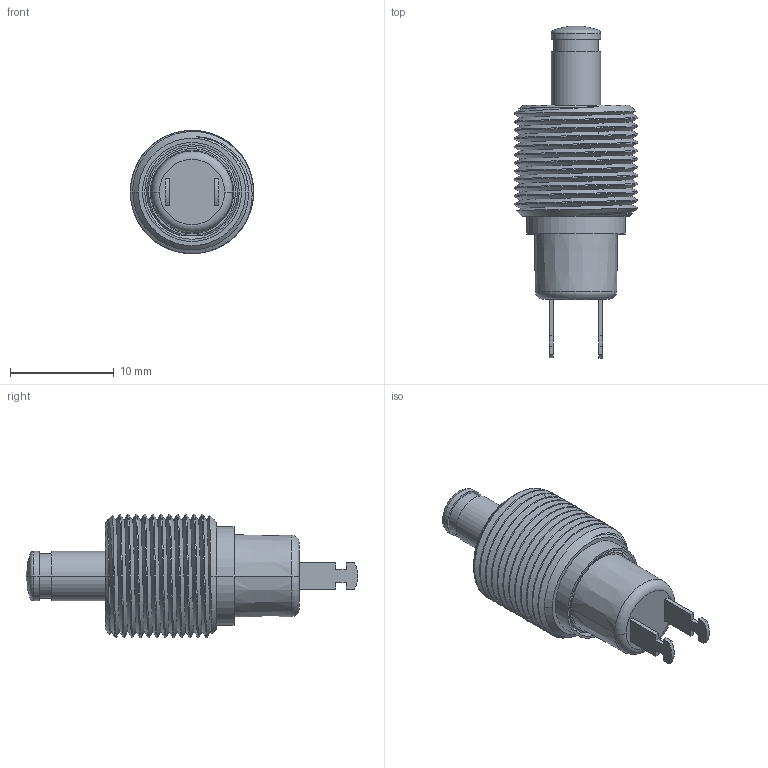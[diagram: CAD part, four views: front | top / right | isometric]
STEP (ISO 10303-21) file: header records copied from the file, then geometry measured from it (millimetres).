
FILE_DESCRIPTION((''),'2;1');
FILE_NAME('30-17','2016-11-08T',('sbuenzli'),(''),'PRO/ENGINEER BY PARAMETRIC TECHNOLOGY CORPORATION, 2011490','PRO/ENGINEER BY PARAMETRIC TECHNOLOGY CORPORATION, 2011490','');
FILE_SCHEMA(('CONFIG_CONTROL_DESIGN'));
Length unit declared in the file: inch
Products named in the file (1): 30-17
Bounding box: 11.86 x 31.95 x 11.86 mm (x, y, z)
Surface area: 1373.8 mm2 (no closed solid volume)
Topology: 0 solids, 5 shells, 92 faces, 266 edges, 182 vertices
Faces by surface type: cylinder 35, plane 33, cone 9, bspline 8, torus 5, sphere 2
Entity records: 6816 total; most frequent: CARTESIAN_POINT 4484, ORIENTED_EDGE 482, DIRECTION 420, EDGE_CURVE 264, VERTEX_POINT 182, VECTOR 144, LINE 144, AXIS2_PLACEMENT_3D 138
